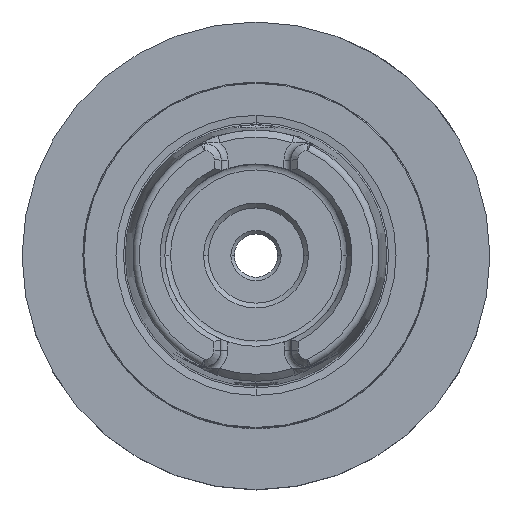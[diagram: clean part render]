
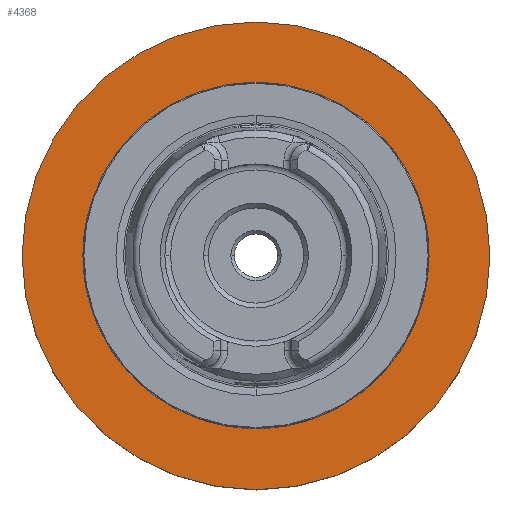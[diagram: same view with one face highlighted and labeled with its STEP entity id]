
A CAD part, top view. The second image highlights one B-rep face of the part: STEP entity #4368.
In plain terms, the highlighted planar face has unit normal (0, 0, 1).
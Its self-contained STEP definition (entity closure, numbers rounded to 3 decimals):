
#27 = EDGE_CURVE ( 'NONE', #8344, #946, #13728, .T. ) ;
#818 = DIRECTION ( 'NONE',  ( 0., 0., -1. ) ) ;
#907 = EDGE_LOOP ( 'NONE', ( #1747, #13735 ) ) ;
#946 = VERTEX_POINT ( 'NONE', #11827 ) ;
#970 = DIRECTION ( 'NONE',  ( 0., 1., 0. ) ) ;
#1411 = CARTESIAN_POINT ( 'NONE',  ( 0., -16.75, -35. ) ) ;
#1747 = ORIENTED_EDGE ( 'NONE', *, *, #10917, .F. ) ;
#2097 = DIRECTION ( 'NONE',  ( 0., 0., -1. ) ) ;
#2165 = ORIENTED_EDGE ( 'NONE', *, *, #7666, .T. ) ;
#2330 = AXIS2_PLACEMENT_3D ( 'NONE', #11608, #4662, #12783 ) ;
#3007 = VERTEX_POINT ( 'NONE', #12151 ) ;
#4368 = ADVANCED_FACE ( 'NONE', ( #6059, #12966 ), #13403, .T. ) ;
#4662 = DIRECTION ( 'NONE',  ( 0., 0., -1. ) ) ;
#4922 = AXIS2_PLACEMENT_3D ( 'NONE', #11291, #12457, #970 ) ;
#5379 = CIRCLE ( 'NONE', #2330, 27. ) ;
#5551 = AXIS2_PLACEMENT_3D ( 'NONE', #12289, #2097, #6683 ) ;
#6029 = CARTESIAN_POINT ( 'NONE',  ( 0., 16.75, -35. ) ) ;
#6059 = FACE_BOUND ( 'NONE', #7790, .T. ) ;
#6370 = CIRCLE ( 'NONE', #5551, 16.75 ) ;
#6683 = DIRECTION ( 'NONE',  ( 0., 1., 0. ) ) ;
#6701 = VERTEX_POINT ( 'NONE', #12644 ) ;
#7532 = CIRCLE ( 'NONE', #11489, 27. ) ;
#7666 = EDGE_CURVE ( 'NONE', #946, #8344, #6370, .T. ) ;
#7769 = CARTESIAN_POINT ( 'NONE',  ( 0., 0., -35. ) ) ;
#7790 = EDGE_LOOP ( 'NONE', ( #2165, #11063 ) ) ;
#8344 = VERTEX_POINT ( 'NONE', #1411 ) ;
#8914 = DIRECTION ( 'NONE',  ( 0., 1., 0. ) ) ;
#10650 = AXIS2_PLACEMENT_3D ( 'NONE', #6029, #14303, #12849 ) ;
#10917 = EDGE_CURVE ( 'NONE', #6701, #3007, #5379, .T. ) ;
#11063 = ORIENTED_EDGE ( 'NONE', *, *, #27, .T. ) ;
#11291 = CARTESIAN_POINT ( 'NONE',  ( 0., 0., -35. ) ) ;
#11489 = AXIS2_PLACEMENT_3D ( 'NONE', #7769, #818, #8914 ) ;
#11608 = CARTESIAN_POINT ( 'NONE',  ( 0., 0., -35. ) ) ;
#11827 = CARTESIAN_POINT ( 'NONE',  ( 0., 16.75, -35. ) ) ;
#12151 = CARTESIAN_POINT ( 'NONE',  ( 0., -27., -35. ) ) ;
#12289 = CARTESIAN_POINT ( 'NONE',  ( 0., 0., -35. ) ) ;
#12457 = DIRECTION ( 'NONE',  ( 0., 0., -1. ) ) ;
#12644 = CARTESIAN_POINT ( 'NONE',  ( 0., 27., -35. ) ) ;
#12783 = DIRECTION ( 'NONE',  ( 0., 1., 0. ) ) ;
#12849 = DIRECTION ( 'NONE',  ( 0., -1., 0. ) ) ;
#12966 = FACE_OUTER_BOUND ( 'NONE', #907, .T. ) ;
#13261 = EDGE_CURVE ( 'NONE', #3007, #6701, #7532, .T. ) ;
#13403 = PLANE ( 'NONE',  #10650 ) ;
#13728 = CIRCLE ( 'NONE', #4922, 16.75 ) ;
#13735 = ORIENTED_EDGE ( 'NONE', *, *, #13261, .F. ) ;
#14303 = DIRECTION ( 'NONE',  ( 0., 0., 1. ) ) ;
